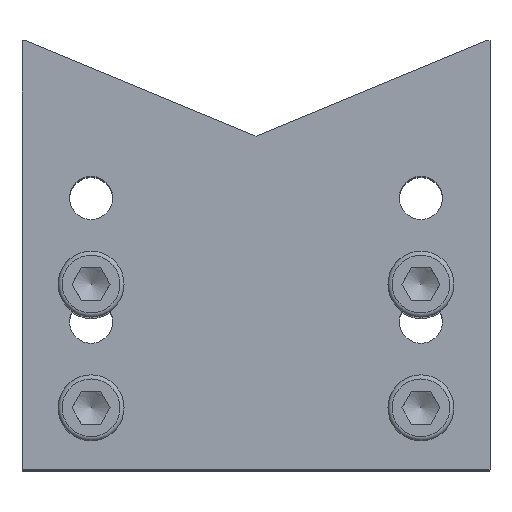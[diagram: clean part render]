
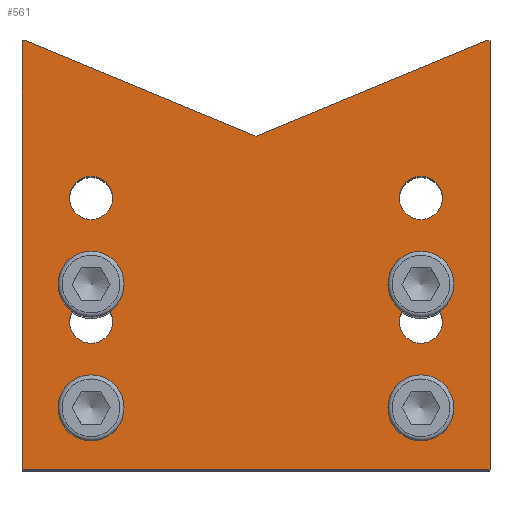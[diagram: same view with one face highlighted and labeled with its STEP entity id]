
A CAD part, top view. The second image highlights one B-rep face of the part: STEP entity #561.
In plain terms, the highlighted face is planar.
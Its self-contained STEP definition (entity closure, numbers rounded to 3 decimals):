
#71=PLANE('',#645);
#91=LINE('',#907,#128);
#95=LINE('',#915,#132);
#98=LINE('',#921,#135);
#99=LINE('',#923,#136);
#100=LINE('',#925,#137);
#101=LINE('',#927,#138);
#102=LINE('',#928,#139);
#128=VECTOR('',#743,10.);
#132=VECTOR('',#749,10.);
#135=VECTOR('',#754,10.);
#136=VECTOR('',#755,10.);
#137=VECTOR('',#756,10.);
#138=VECTOR('',#757,10.);
#139=VECTOR('',#758,10.);
#165=FACE_BOUND('',#231,.T.);
#166=FACE_BOUND('',#232,.T.);
#167=FACE_BOUND('',#233,.T.);
#168=FACE_BOUND('',#234,.T.);
#169=FACE_BOUND('',#235,.T.);
#170=FACE_BOUND('',#236,.T.);
#194=FACE_OUTER_BOUND('',#230,.T.);
#230=EDGE_LOOP('',(#441,#442,#443,#444,#445,#446,#447));
#231=EDGE_LOOP('',(#448));
#232=EDGE_LOOP('',(#449,#450));
#233=EDGE_LOOP('',(#451));
#234=EDGE_LOOP('',(#452,#453));
#235=EDGE_LOOP('',(#454));
#236=EDGE_LOOP('',(#455));
#271=CIRCLE('',#620,5.25);
#273=CIRCLE('',#623,5.25);
#275=CIRCLE('',#626,5.25);
#277=CIRCLE('',#629,5.25);
#279=CIRCLE('',#632,5.25);
#281=CIRCLE('',#635,5.25);
#283=CIRCLE('',#638,5.25);
#285=CIRCLE('',#641,5.25);
#294=VERTEX_POINT('',#861);
#296=VERTEX_POINT('',#866);
#297=VERTEX_POINT('',#867);
#300=VERTEX_POINT('',#878);
#302=VERTEX_POINT('',#883);
#303=VERTEX_POINT('',#884);
#306=VERTEX_POINT('',#895);
#308=VERTEX_POINT('',#900);
#310=VERTEX_POINT('',#905);
#311=VERTEX_POINT('',#906);
#314=VERTEX_POINT('',#914);
#316=VERTEX_POINT('',#920);
#317=VERTEX_POINT('',#922);
#318=VERTEX_POINT('',#924);
#319=VERTEX_POINT('',#926);
#343=EDGE_CURVE('',#294,#294,#271,.T.);
#345=EDGE_CURVE('',#296,#297,#273,.T.);
#349=EDGE_CURVE('',#297,#296,#275,.T.);
#351=EDGE_CURVE('',#300,#300,#277,.T.);
#353=EDGE_CURVE('',#302,#303,#279,.T.);
#357=EDGE_CURVE('',#303,#302,#281,.T.);
#359=EDGE_CURVE('',#306,#306,#283,.T.);
#361=EDGE_CURVE('',#308,#308,#285,.T.);
#363=EDGE_CURVE('',#310,#311,#91,.T.);
#367=EDGE_CURVE('',#311,#314,#95,.T.);
#370=EDGE_CURVE('',#316,#314,#98,.T.);
#371=EDGE_CURVE('',#317,#316,#99,.T.);
#372=EDGE_CURVE('',#318,#317,#100,.T.);
#373=EDGE_CURVE('',#319,#318,#101,.T.);
#374=EDGE_CURVE('',#310,#319,#102,.T.);
#441=ORIENTED_EDGE('',*,*,#363,.T.);
#442=ORIENTED_EDGE('',*,*,#367,.T.);
#443=ORIENTED_EDGE('',*,*,#370,.F.);
#444=ORIENTED_EDGE('',*,*,#371,.F.);
#445=ORIENTED_EDGE('',*,*,#372,.F.);
#446=ORIENTED_EDGE('',*,*,#373,.F.);
#447=ORIENTED_EDGE('',*,*,#374,.F.);
#448=ORIENTED_EDGE('',*,*,#343,.T.);
#449=ORIENTED_EDGE('',*,*,#349,.T.);
#450=ORIENTED_EDGE('',*,*,#345,.T.);
#451=ORIENTED_EDGE('',*,*,#351,.T.);
#452=ORIENTED_EDGE('',*,*,#357,.T.);
#453=ORIENTED_EDGE('',*,*,#353,.T.);
#454=ORIENTED_EDGE('',*,*,#359,.T.);
#455=ORIENTED_EDGE('',*,*,#361,.T.);
#561=ADVANCED_FACE('',(#194,#165,#166,#167,#168,#169,#170),#71,.F.);
#620=AXIS2_PLACEMENT_3D('',#862,#691,#692);
#623=AXIS2_PLACEMENT_3D('',#868,#697,#698);
#626=AXIS2_PLACEMENT_3D('',#875,#705,#706);
#629=AXIS2_PLACEMENT_3D('',#879,#711,#712);
#632=AXIS2_PLACEMENT_3D('',#885,#717,#718);
#635=AXIS2_PLACEMENT_3D('',#892,#725,#726);
#638=AXIS2_PLACEMENT_3D('',#896,#731,#732);
#641=AXIS2_PLACEMENT_3D('',#901,#737,#738);
#645=AXIS2_PLACEMENT_3D('',#919,#752,#753);
#691=DIRECTION('center_axis',(0.,0.,1.));
#692=DIRECTION('ref_axis',(1.,0.,0.));
#697=DIRECTION('center_axis',(0.,0.,1.));
#698=DIRECTION('ref_axis',(1.,0.,0.));
#705=DIRECTION('center_axis',(0.,0.,1.));
#706=DIRECTION('ref_axis',(1.,0.,0.));
#711=DIRECTION('center_axis',(0.,0.,1.));
#712=DIRECTION('ref_axis',(1.,0.,0.));
#717=DIRECTION('center_axis',(0.,0.,1.));
#718=DIRECTION('ref_axis',(1.,0.,0.));
#725=DIRECTION('center_axis',(0.,0.,1.));
#726=DIRECTION('ref_axis',(1.,0.,0.));
#731=DIRECTION('center_axis',(0.,0.,1.));
#732=DIRECTION('ref_axis',(1.,0.,0.));
#737=DIRECTION('center_axis',(0.,0.,1.));
#738=DIRECTION('ref_axis',(1.,0.,0.));
#743=DIRECTION('',(0.924,-0.383,0.));
#749=DIRECTION('',(0.924,0.383,0.));
#752=DIRECTION('center_axis',(0.,0.,1.));
#753=DIRECTION('ref_axis',(1.,0.,0.));
#754=DIRECTION('',(-1.,0.,0.));
#755=DIRECTION('',(0.,1.,0.));
#756=DIRECTION('',(1.,0.,0.));
#757=DIRECTION('',(0.,-1.,0.));
#758=DIRECTION('',(-1.,0.,0.));
#861=CARTESIAN_POINT('',(34.75,-37.,0.));
#862=CARTESIAN_POINT('Origin',(40.,-37.,0.));
#866=CARTESIAN_POINT('',(-42.628,-11.545,0.));
#867=CARTESIAN_POINT('',(-37.372,-11.545,0.));
#868=CARTESIAN_POINT('Origin',(-40.,-16.09,0.));
#875=CARTESIAN_POINT('Origin',(-40.,-7.,0.));
#878=CARTESIAN_POINT('',(-45.25,-37.,0.));
#879=CARTESIAN_POINT('Origin',(-40.,-37.,0.));
#883=CARTESIAN_POINT('',(37.372,-11.545,0.));
#884=CARTESIAN_POINT('',(42.628,-11.545,0.));
#885=CARTESIAN_POINT('Origin',(40.,-16.09,0.));
#892=CARTESIAN_POINT('Origin',(40.,-7.,0.));
#895=CARTESIAN_POINT('',(-45.25,13.91,0.));
#896=CARTESIAN_POINT('Origin',(-40.,13.91,0.));
#900=CARTESIAN_POINT('',(34.75,13.91,0.));
#901=CARTESIAN_POINT('Origin',(40.,13.91,0.));
#905=CARTESIAN_POINT('',(-55.75,52.,0.));
#906=CARTESIAN_POINT('',(0.,28.908,0.));
#907=CARTESIAN_POINT('',(5.11,26.791,0.));
#914=CARTESIAN_POINT('',(55.75,52.,0.));
#915=CARTESIAN_POINT('',(22.765,38.337,0.));
#919=CARTESIAN_POINT('Origin',(0.,0.,
0.));
#920=CARTESIAN_POINT('',(56.75,52.,0.));
#921=CARTESIAN_POINT('',(56.75,52.,0.));
#922=CARTESIAN_POINT('',(56.75,-52.,0.));
#923=CARTESIAN_POINT('',(56.75,-52.,0.));
#924=CARTESIAN_POINT('',(-56.75,-52.,0.));
#925=CARTESIAN_POINT('',(-56.75,-52.,0.));
#926=CARTESIAN_POINT('',(-56.75,52.,0.));
#927=CARTESIAN_POINT('',(-56.75,52.,0.));
#928=CARTESIAN_POINT('',(56.75,52.,0.));
